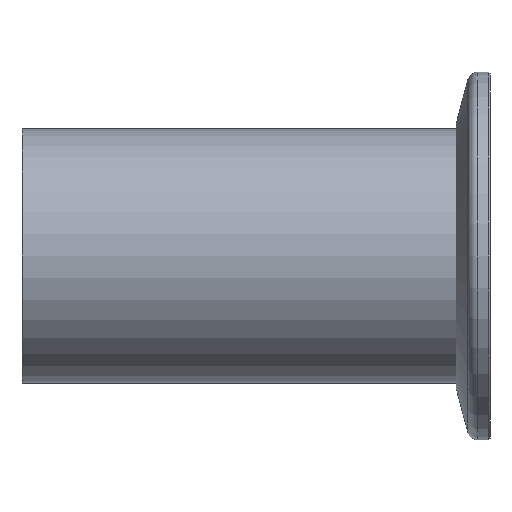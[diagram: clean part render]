
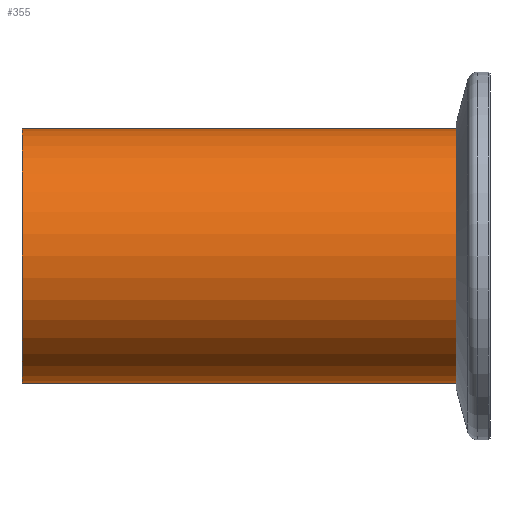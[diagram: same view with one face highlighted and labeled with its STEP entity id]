
A CAD part, left-side view. The second image highlights one B-rep face of the part: STEP entity #355.
In plain terms, the highlighted cylindrical face has radius 19.05 mm (diameter 38.1 mm), a partial arc.
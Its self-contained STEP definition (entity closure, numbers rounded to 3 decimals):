
#6 = ORIENTED_EDGE ( 'NONE', *, *, #323, .F. ) ;
#19 = VERTEX_POINT ( 'NONE', #179 ) ;
#44 = FACE_OUTER_BOUND ( 'NONE', #542, .T. ) ;
#99 = CIRCLE ( 'NONE', #324, 19.05 ) ;
#106 = CARTESIAN_POINT ( 'NONE',  ( 0., 70., 0. ) ) ;
#109 = CARTESIAN_POINT ( 'NONE',  ( 0., 70., -19.05 ) ) ;
#133 = VERTEX_POINT ( 'NONE', #308 ) ;
#145 = DIRECTION ( 'NONE',  ( 0., -1., 0. ) ) ;
#146 = LINE ( 'NONE', #456, #429 ) ;
#162 = ORIENTED_EDGE ( 'NONE', *, *, #266, .F. ) ;
#179 = CARTESIAN_POINT ( 'NONE',  ( 0., 5.08, 19.05 ) ) ;
#217 = AXIS2_PLACEMENT_3D ( 'NONE', #290, #239, #505 ) ;
#239 = DIRECTION ( 'NONE',  ( 0., -1., 0. ) ) ;
#242 = EDGE_CURVE ( 'NONE', #474, #133, #469, .T. ) ;
#261 = DIRECTION ( 'NONE',  ( 0., 0., -1. ) ) ;
#266 = EDGE_CURVE ( 'NONE', #19, #133, #399, .T. ) ;
#290 = CARTESIAN_POINT ( 'NONE',  ( 0., 5.08, 0. ) ) ;
#300 = EDGE_CURVE ( 'NONE', #474, #305, #99, .T. ) ;
#303 = ORIENTED_EDGE ( 'NONE', *, *, #242, .T. ) ;
#305 = VERTEX_POINT ( 'NONE', #507 ) ;
#308 = CARTESIAN_POINT ( 'NONE',  ( 0., 5.08, -19.05 ) ) ;
#313 = CARTESIAN_POINT ( 'NONE',  ( 0., 70., 0. ) ) ;
#322 = DIRECTION ( 'NONE',  ( 0., 1., 0. ) ) ;
#323 = EDGE_CURVE ( 'NONE', #305, #19, #146, .T. ) ;
#324 = AXIS2_PLACEMENT_3D ( 'NONE', #106, #322, #555 ) ;
#326 = AXIS2_PLACEMENT_3D ( 'NONE', #313, #435, #261 ) ;
#355 = ADVANCED_FACE ( 'NONE', ( #44 ), #558, .T. ) ;
#399 = CIRCLE ( 'NONE', #217, 19.05 ) ;
#412 = DIRECTION ( 'NONE',  ( 0., -1., 0. ) ) ;
#429 = VECTOR ( 'NONE', #412, 1000. ) ;
#435 = DIRECTION ( 'NONE',  ( 0., -1., 0. ) ) ;
#441 = ORIENTED_EDGE ( 'NONE', *, *, #300, .F. ) ;
#456 = CARTESIAN_POINT ( 'NONE',  ( 0., 70., 19.05 ) ) ;
#469 = LINE ( 'NONE', #109, #527 ) ;
#474 = VERTEX_POINT ( 'NONE', #533 ) ;
#505 = DIRECTION ( 'NONE',  ( 0., 0., 1. ) ) ;
#507 = CARTESIAN_POINT ( 'NONE',  ( 0., 70., 19.05 ) ) ;
#527 = VECTOR ( 'NONE', #145, 1000. ) ;
#533 = CARTESIAN_POINT ( 'NONE',  ( 0., 70., -19.05 ) ) ;
#542 = EDGE_LOOP ( 'NONE', ( #6, #441, #303, #162 ) ) ;
#555 = DIRECTION ( 'NONE',  ( 0., 0., 1. ) ) ;
#558 = CYLINDRICAL_SURFACE ( 'NONE', #326, 19.05 ) ;
